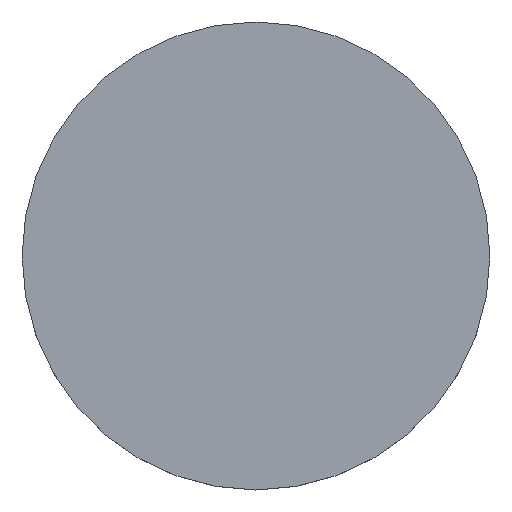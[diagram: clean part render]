
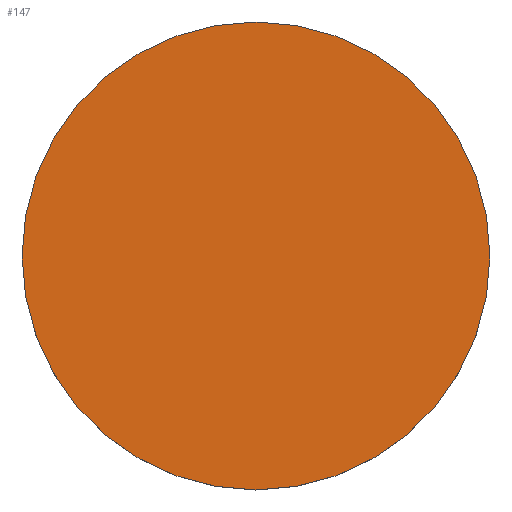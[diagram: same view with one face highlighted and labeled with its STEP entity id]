
A CAD part, top view. The second image highlights one B-rep face of the part: STEP entity #147.
In plain terms, the highlighted planar face has unit normal (0, 0, 1).
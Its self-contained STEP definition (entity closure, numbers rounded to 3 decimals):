
#7 = AXIS2_PLACEMENT_3D ( 'NONE', #47, #82, #17 ) ;
#17 = DIRECTION ( 'NONE',  ( 1., 0., 0. ) ) ;
#37 = ORIENTED_EDGE ( 'NONE', *, *, #143, .F. ) ;
#43 = AXIS2_PLACEMENT_3D ( 'NONE', #157, #189, #86 ) ;
#47 = CARTESIAN_POINT ( 'NONE',  ( 0., 26.112, 3. ) ) ;
#54 = CIRCLE ( 'NONE', #43, 12.7 ) ;
#82 = DIRECTION ( 'NONE',  ( 0., 0., 1. ) ) ;
#86 = DIRECTION ( 'NONE',  ( 1., 0., 0. ) ) ;
#96 = VERTEX_POINT ( 'NONE', #133 ) ;
#116 = DIRECTION ( 'NONE',  ( 1., 0., 0. ) ) ;
#129 = EDGE_LOOP ( 'NONE', ( #204, #37 ) ) ;
#133 = CARTESIAN_POINT ( 'NONE',  ( 12.7, 0., 3. ) ) ;
#143 = EDGE_CURVE ( 'NONE', #159, #96, #181, .T. ) ;
#147 = ADVANCED_FACE ( 'NONE', ( #208 ), #227, .T. ) ;
#157 = CARTESIAN_POINT ( 'NONE',  ( 0., 0., 3. ) ) ;
#159 = VERTEX_POINT ( 'NONE', #211 ) ;
#181 = CIRCLE ( 'NONE', #198, 12.7 ) ;
#187 = CARTESIAN_POINT ( 'NONE',  ( 0., 0., 3. ) ) ;
#189 = DIRECTION ( 'NONE',  ( 0., 0., -1. ) ) ;
#198 = AXIS2_PLACEMENT_3D ( 'NONE', #187, #209, #116 ) ;
#200 = EDGE_CURVE ( 'NONE', #96, #159, #54, .T. ) ;
#204 = ORIENTED_EDGE ( 'NONE', *, *, #200, .F. ) ;
#208 = FACE_OUTER_BOUND ( 'NONE', #129, .T. ) ;
#209 = DIRECTION ( 'NONE',  ( 0., 0., -1. ) ) ;
#211 = CARTESIAN_POINT ( 'NONE',  ( -12.7, 0., 3. ) ) ;
#227 = PLANE ( 'NONE',  #7 ) ;
